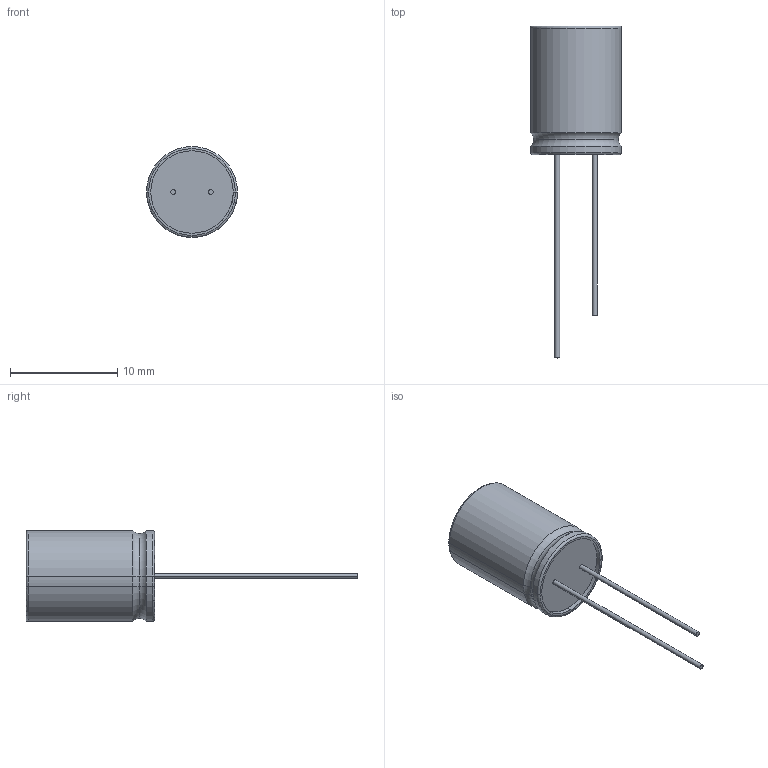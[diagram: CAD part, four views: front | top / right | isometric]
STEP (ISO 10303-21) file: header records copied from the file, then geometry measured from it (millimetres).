
FILE_DESCRIPTION (( 'STEP AP214' ), '1' );
FILE_NAME ('User Library-GXE10VB221MX12LL.STEP', '2014-11-22T03:29:55', ( 'Windows User' ), ( '' ), 'SwSTEP 2.0', 'SolidWorks 2015', '' );
FILE_SCHEMA (( 'AUTOMOTIVE_DESIGN' ));
Length unit declared in the file: millimetre
Products named in the file (1): User Library-GXE10VB221MX12LL
Bounding box: 8.5 x 31 x 8.5 mm (x, y, z)
Volume: 651.3 mm3; surface area: 496.2 mm2
Topology: 1 solids, 1 shells, 61 faces, 148 edges, 97 vertices
Faces by surface type: torus 27, cylinder 26, plane 8
Entity records: 2446 total; most frequent: CARTESIAN_POINT 387, DIRECTION 350, ORIENTED_EDGE 296, AXIS2_PLACEMENT_3D 156, EDGE_CURVE 148, VERTEX_POINT 97, CIRCLE 94, EDGE_LOOP 69
